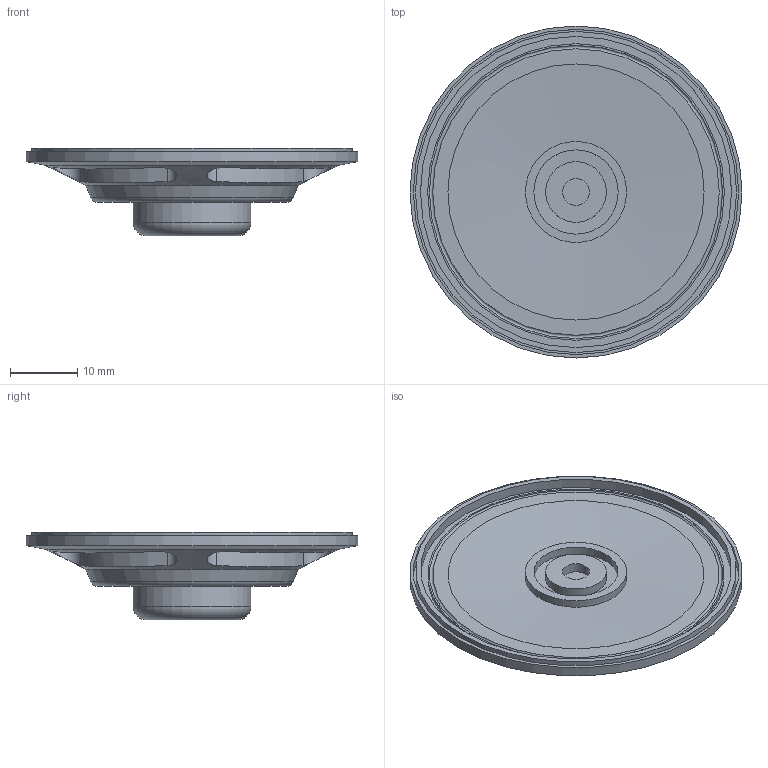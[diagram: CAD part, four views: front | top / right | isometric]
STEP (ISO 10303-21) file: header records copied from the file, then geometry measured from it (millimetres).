
FILE_DESCRIPTION(/* description */ (''),/* implementation_level */ '2;1');
FILE_NAME(/* name */ '8Ohm 1W Speaker v3.step',/* time_stamp */ '2023-07-13T21:40:09+10:00',/* author */ (''),/* organization */ (''),/* preprocessor_version */ 'ST-DEVELOPER v19.2',/* originating_system */ 'Autodesk Translation Framework v12.6.0.85',/* authorisation */ '');
FILE_SCHEMA (('AUTOMOTIVE_DESIGN { 1 0 10303 214 3 1 1 }'));
Length unit declared in the file: millimetre
Products named in the file (1): 8Ohm 1W Speaker
Bounding box: 49.25 x 49.25 x 13 mm (x, y, z)
Volume: 8257.4 mm3; surface area: 9353 mm2
Topology: 2 solids, 2 shells, 139 faces, 346 edges, 228 vertices
Faces by surface type: bspline 57, plane 47, cylinder 26, cone 6, torus 3
Full cylindrical faces by diameter (mm): 4 x1, 9 x1, 12.5 x1, 15 x1, 17.5 x1, 44 x1, 46.15 x1, 47.65 x1, 48.25 x1, 49.25 x1
Entity records: 4903 total; most frequent: CARTESIAN_POINT 1918, ORIENTED_EDGE 690, DIRECTION 429, EDGE_CURVE 345, VERTEX_POINT 228, LINE 167, VECTOR 167, EDGE_LOOP 157
